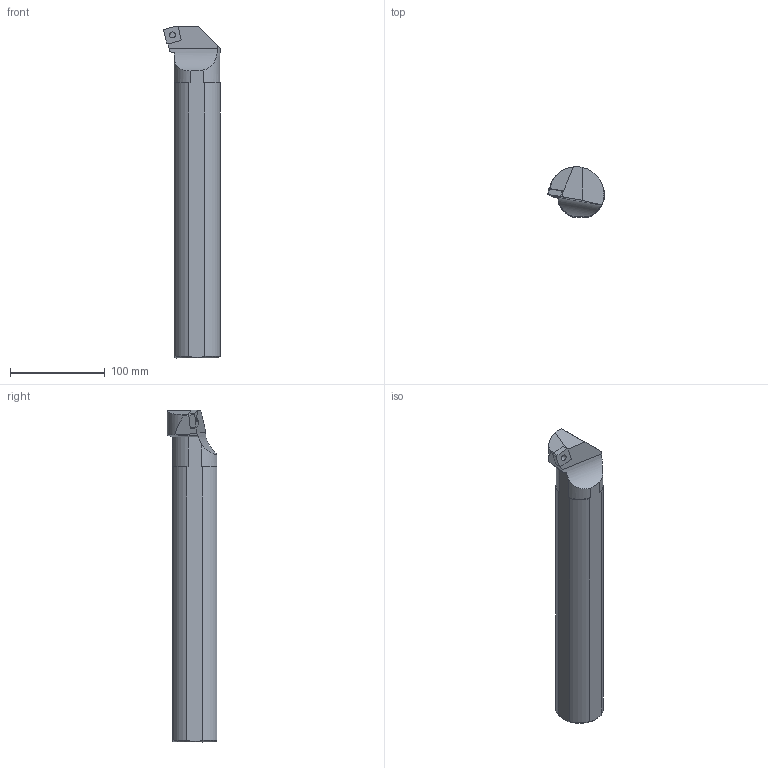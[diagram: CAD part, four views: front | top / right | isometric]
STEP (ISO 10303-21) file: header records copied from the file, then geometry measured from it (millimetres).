
FILE_DESCRIPTION(/* description */ (''),/* implementation_level */ '2;1');
FILE_NAME(/* name */ 'A50U-PSKNR15.stp',/* time_stamp */ '2023-01-17T07:24:37+01:00',/* author */ (''),/* organization */ (''),/* preprocessor_version */ 'ST-DEVELOPER v16.7',/* originating_system */ 'SIEMENS PLM Software NX 12.0',/* authorisation */ '');
FILE_SCHEMA (('AUTOMOTIVE_DESIGN { 1 0 10303 214 3 1 1 1 }'));
Length unit declared in the file: millimetre
Products named in the file (1): kl6240F04847m8er
Bounding box: 59.88 x 52.7 x 350.09 mm (x, y, z)
Volume: 643885.6 mm3; surface area: 58447.4 mm2
Topology: 2 solids, 3 shells, 49 faces, 131 edges, 86 vertices
Faces by surface type: plane 21, cylinder 20, cone 7, extrusion 1
Full cylindrical faces by diameter (mm): 3.7 x1, 6.4 x1, 7.342 x1
Entity records: 1535 total; most frequent: CARTESIAN_POINT 313, DIRECTION 251, ORIENTED_EDGE 242, EDGE_CURVE 121, AXIS2_PLACEMENT_3D 97, VERTEX_POINT 82, EDGE_LOOP 57, VECTOR 57
